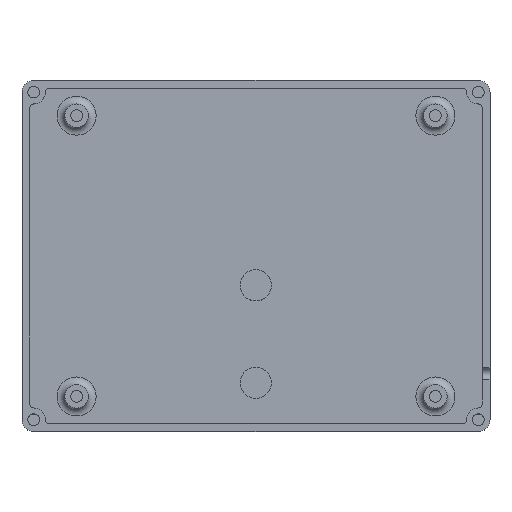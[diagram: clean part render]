
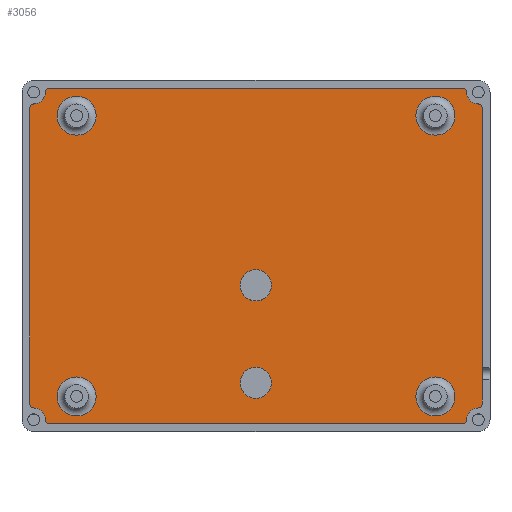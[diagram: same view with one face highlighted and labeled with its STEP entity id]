
A CAD part, top view. The second image highlights one B-rep face of the part: STEP entity #3056.
In plain terms, the highlighted planar face has unit normal (0, 0, 1).
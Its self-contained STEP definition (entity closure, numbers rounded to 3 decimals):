
#20=FACE_BOUND('',#626,.T.);
#21=FACE_BOUND('',#627,.T.);
#22=FACE_BOUND('',#628,.T.);
#23=FACE_BOUND('',#629,.T.);
#24=FACE_BOUND('',#630,.T.);
#25=FACE_BOUND('',#631,.T.);
#171=CIRCLE('',#3288,4.);
#173=CIRCLE('',#3292,4.);
#202=CIRCLE('',#3347,5.);
#204=CIRCLE('',#3350,1.);
#205=CIRCLE('',#3351,1.);
#206=CIRCLE('',#3352,3.);
#207=CIRCLE('',#3353,1.);
#208=CIRCLE('',#3354,1.);
#209=CIRCLE('',#3355,3.);
#210=CIRCLE('',#3356,1.);
#211=CIRCLE('',#3357,1.);
#212=CIRCLE('',#3358,3.);
#213=CIRCLE('',#3359,1.);
#214=CIRCLE('',#3360,1.);
#215=CIRCLE('',#3361,3.);
#216=CIRCLE('',#3362,5.);
#217=CIRCLE('',#3363,5.);
#218=CIRCLE('',#3364,5.);
#461=FACE_OUTER_BOUND('',#625,.T.);
#625=EDGE_LOOP('',(#2430,#2431,#2432,#2433,#2434,#2435,#2436,#2437,#2438,
#2439,#2440,#2441,#2442,#2443,#2444,#2445));
#626=EDGE_LOOP('',(#2446));
#627=EDGE_LOOP('',(#2447));
#628=EDGE_LOOP('',(#2448));
#629=EDGE_LOOP('',(#2449));
#630=EDGE_LOOP('',(#2450));
#631=EDGE_LOOP('',(#2451));
#953=LINE('',#5083,#1211);
#954=LINE('',#5091,#1212);
#955=LINE('',#5099,#1213);
#956=LINE('',#5107,#1214);
#1211=VECTOR('',#4132,10.);
#1212=VECTOR('',#4139,10.);
#1213=VECTOR('',#4146,10.);
#1214=VECTOR('',#4153,10.);
#1422=VERTEX_POINT('',#4908);
#1424=VERTEX_POINT('',#4915);
#1479=VERTEX_POINT('',#5074);
#1480=VERTEX_POINT('',#5079);
#1481=VERTEX_POINT('',#5080);
#1482=VERTEX_POINT('',#5082);
#1483=VERTEX_POINT('',#5084);
#1484=VERTEX_POINT('',#5086);
#1485=VERTEX_POINT('',#5088);
#1486=VERTEX_POINT('',#5090);
#1487=VERTEX_POINT('',#5092);
#1488=VERTEX_POINT('',#5094);
#1489=VERTEX_POINT('',#5096);
#1490=VERTEX_POINT('',#5098);
#1491=VERTEX_POINT('',#5100);
#1492=VERTEX_POINT('',#5102);
#1493=VERTEX_POINT('',#5104);
#1494=VERTEX_POINT('',#5106);
#1495=VERTEX_POINT('',#5108);
#1496=VERTEX_POINT('',#5111);
#1497=VERTEX_POINT('',#5113);
#1498=VERTEX_POINT('',#5115);
#1795=EDGE_CURVE('',#1422,#1422,#171,.T.);
#1798=EDGE_CURVE('',#1424,#1424,#173,.T.);
#1876=EDGE_CURVE('',#1479,#1479,#202,.T.);
#1878=EDGE_CURVE('',#1480,#1481,#204,.T.);
#1879=EDGE_CURVE('',#1481,#1482,#953,.T.);
#1880=EDGE_CURVE('',#1482,#1483,#205,.T.);
#1881=EDGE_CURVE('',#1483,#1484,#206,.T.);
#1882=EDGE_CURVE('',#1484,#1485,#207,.T.);
#1883=EDGE_CURVE('',#1485,#1486,#954,.T.);
#1884=EDGE_CURVE('',#1486,#1487,#208,.T.);
#1885=EDGE_CURVE('',#1487,#1488,#209,.T.);
#1886=EDGE_CURVE('',#1488,#1489,#210,.T.);
#1887=EDGE_CURVE('',#1489,#1490,#955,.T.);
#1888=EDGE_CURVE('',#1490,#1491,#211,.T.);
#1889=EDGE_CURVE('',#1491,#1492,#212,.T.);
#1890=EDGE_CURVE('',#1492,#1493,#213,.T.);
#1891=EDGE_CURVE('',#1493,#1494,#956,.T.);
#1892=EDGE_CURVE('',#1494,#1495,#214,.T.);
#1893=EDGE_CURVE('',#1495,#1480,#215,.T.);
#1894=EDGE_CURVE('',#1496,#1496,#216,.T.);
#1895=EDGE_CURVE('',#1497,#1497,#217,.T.);
#1896=EDGE_CURVE('',#1498,#1498,#218,.T.);
#2430=ORIENTED_EDGE('',*,*,#1878,.T.);
#2431=ORIENTED_EDGE('',*,*,#1879,.T.);
#2432=ORIENTED_EDGE('',*,*,#1880,.T.);
#2433=ORIENTED_EDGE('',*,*,#1881,.T.);
#2434=ORIENTED_EDGE('',*,*,#1882,.T.);
#2435=ORIENTED_EDGE('',*,*,#1883,.T.);
#2436=ORIENTED_EDGE('',*,*,#1884,.T.);
#2437=ORIENTED_EDGE('',*,*,#1885,.T.);
#2438=ORIENTED_EDGE('',*,*,#1886,.T.);
#2439=ORIENTED_EDGE('',*,*,#1887,.T.);
#2440=ORIENTED_EDGE('',*,*,#1888,.T.);
#2441=ORIENTED_EDGE('',*,*,#1889,.T.);
#2442=ORIENTED_EDGE('',*,*,#1890,.T.);
#2443=ORIENTED_EDGE('',*,*,#1891,.T.);
#2444=ORIENTED_EDGE('',*,*,#1892,.T.);
#2445=ORIENTED_EDGE('',*,*,#1893,.T.);
#2446=ORIENTED_EDGE('',*,*,#1795,.T.);
#2447=ORIENTED_EDGE('',*,*,#1798,.T.);
#2448=ORIENTED_EDGE('',*,*,#1894,.F.);
#2449=ORIENTED_EDGE('',*,*,#1895,.F.);
#2450=ORIENTED_EDGE('',*,*,#1896,.F.);
#2451=ORIENTED_EDGE('',*,*,#1876,.F.);
#2924=PLANE('',#3349);
#3056=ADVANCED_FACE('',(#461,#20,#21,#22,#23,#24,#25),#2924,.T.);
#3288=AXIS2_PLACEMENT_3D('',#4910,#3956,#3957);
#3292=AXIS2_PLACEMENT_3D('',#4917,#3965,#3966);
#3347=AXIS2_PLACEMENT_3D('',#5076,#4124,#4125);
#3349=AXIS2_PLACEMENT_3D('',#5078,#4128,#4129);
#3350=AXIS2_PLACEMENT_3D('',#5081,#4130,#4131);
#3351=AXIS2_PLACEMENT_3D('',#5085,#4133,#4134);
#3352=AXIS2_PLACEMENT_3D('',#5087,#4135,#4136);
#3353=AXIS2_PLACEMENT_3D('',#5089,#4137,#4138);
#3354=AXIS2_PLACEMENT_3D('',#5093,#4140,#4141);
#3355=AXIS2_PLACEMENT_3D('',#5095,#4142,#4143);
#3356=AXIS2_PLACEMENT_3D('',#5097,#4144,#4145);
#3357=AXIS2_PLACEMENT_3D('',#5101,#4147,#4148);
#3358=AXIS2_PLACEMENT_3D('',#5103,#4149,#4150);
#3359=AXIS2_PLACEMENT_3D('',#5105,#4151,#4152);
#3360=AXIS2_PLACEMENT_3D('',#5109,#4154,#4155);
#3361=AXIS2_PLACEMENT_3D('',#5110,#4156,#4157);
#3362=AXIS2_PLACEMENT_3D('',#5112,#4158,#4159);
#3363=AXIS2_PLACEMENT_3D('',#5114,#4160,#4161);
#3364=AXIS2_PLACEMENT_3D('',#5116,#4162,#4163);
#3956=DIRECTION('center_axis',(0.,0.,-1.));
#3957=DIRECTION('ref_axis',(1.,0.,0.));
#3965=DIRECTION('center_axis',(0.,0.,-1.));
#3966=DIRECTION('ref_axis',(1.,0.,0.));
#4124=DIRECTION('center_axis',(0.,0.,1.));
#4125=DIRECTION('ref_axis',(1.,0.,0.));
#4128=DIRECTION('center_axis',(0.,0.,1.));
#4129=DIRECTION('ref_axis',(1.,0.,0.));
#4130=DIRECTION('center_axis',(0.,0.,1.));
#4131=DIRECTION('ref_axis',(-0.707,0.707,0.));
#4132=DIRECTION('',(0.,-1.,0.));
#4133=DIRECTION('center_axis',(0.,0.,1.));
#4134=DIRECTION('ref_axis',(-0.707,-0.707,0.));
#4135=DIRECTION('center_axis',(0.,0.,-1.));
#4136=DIRECTION('ref_axis',(0.943,-0.333,0.));
#4137=DIRECTION('center_axis',(0.,0.,1.));
#4138=DIRECTION('ref_axis',(-0.707,-0.707,0.));
#4139=DIRECTION('',(1.,0.,0.));
#4140=DIRECTION('center_axis',(0.,0.,1.));
#4141=DIRECTION('ref_axis',(0.707,-0.707,0.));
#4142=DIRECTION('center_axis',(0.,0.,-1.));
#4143=DIRECTION('ref_axis',(0.333,0.943,0.));
#4144=DIRECTION('center_axis',(0.,0.,1.));
#4145=DIRECTION('ref_axis',(0.707,-0.707,0.));
#4146=DIRECTION('',(0.,1.,0.));
#4147=DIRECTION('center_axis',(0.,0.,1.));
#4148=DIRECTION('ref_axis',(0.707,0.707,0.));
#4149=DIRECTION('center_axis',(0.,0.,-1.));
#4150=DIRECTION('ref_axis',(-0.943,0.333,0.));
#4151=DIRECTION('center_axis',(0.,0.,1.));
#4152=DIRECTION('ref_axis',(0.707,0.707,0.));
#4153=DIRECTION('',(-1.,0.,0.));
#4154=DIRECTION('center_axis',(0.,0.,1.));
#4155=DIRECTION('ref_axis',(-0.707,0.707,0.));
#4156=DIRECTION('center_axis',(0.,0.,-1.));
#4157=DIRECTION('ref_axis',(-0.333,-0.943,0.));
#4158=DIRECTION('center_axis',(0.,0.,1.));
#4159=DIRECTION('ref_axis',(1.,0.,0.));
#4160=DIRECTION('center_axis',(0.,0.,1.));
#4161=DIRECTION('ref_axis',(1.,0.,0.));
#4162=DIRECTION('center_axis',(0.,0.,1.));
#4163=DIRECTION('ref_axis',(1.,0.,0.));
#4908=CARTESIAN_POINT('',(65.943,22.5,2.));
#4910=CARTESIAN_POINT('Origin',(69.943,22.5,2.));
#4915=CARTESIAN_POINT('',(65.943,47.5,2.));
#4917=CARTESIAN_POINT('Origin',(69.943,47.5,2.));
#5074=CARTESIAN_POINT('',(121.,91.,2.));
#5076=CARTESIAN_POINT('Origin',(116.,91.,2.));
#5078=CARTESIAN_POINT('Origin',(70.,55.,2.));
#5079=CARTESIAN_POINT('',(13.,94.,2.));
#5080=CARTESIAN_POINT('',(12.,93.,2.));
#5081=CARTESIAN_POINT('Origin',(13.,93.,2.));
#5082=CARTESIAN_POINT('',(12.,17.,2.));
#5083=CARTESIAN_POINT('',(12.,35.414,2.));
#5084=CARTESIAN_POINT('',(13.,16.,2.));
#5085=CARTESIAN_POINT('Origin',(13.,17.,2.));
#5086=CARTESIAN_POINT('',(16.,13.,2.));
#5087=CARTESIAN_POINT('Origin',(13.,13.,2.));
#5088=CARTESIAN_POINT('',(17.,12.,2.));
#5089=CARTESIAN_POINT('Origin',(17.,13.,2.));
#5090=CARTESIAN_POINT('',(123.,12.,2.));
#5091=CARTESIAN_POINT('',(97.086,12.,2.));
#5092=CARTESIAN_POINT('',(124.,13.,2.));
#5093=CARTESIAN_POINT('Origin',(123.,13.,2.));
#5094=CARTESIAN_POINT('',(127.,16.,2.));
#5095=CARTESIAN_POINT('Origin',(127.,13.,2.));
#5096=CARTESIAN_POINT('',(128.,17.,2.));
#5097=CARTESIAN_POINT('Origin',(127.,17.,2.));
#5098=CARTESIAN_POINT('',(128.,93.,2.));
#5099=CARTESIAN_POINT('',(128.,74.586,2.));
#5100=CARTESIAN_POINT('',(127.,94.,2.));
#5101=CARTESIAN_POINT('Origin',(127.,93.,2.));
#5102=CARTESIAN_POINT('',(124.,97.,2.));
#5103=CARTESIAN_POINT('Origin',(127.,97.,2.));
#5104=CARTESIAN_POINT('',(123.,98.,2.));
#5105=CARTESIAN_POINT('Origin',(123.,97.,2.));
#5106=CARTESIAN_POINT('',(17.,98.,2.));
#5107=CARTESIAN_POINT('',(42.914,98.,2.));
#5108=CARTESIAN_POINT('',(16.,97.,2.));
#5109=CARTESIAN_POINT('Origin',(17.,97.,2.));
#5110=CARTESIAN_POINT('Origin',(13.,97.,2.));
#5111=CARTESIAN_POINT('',(121.,19.,2.));
#5112=CARTESIAN_POINT('Origin',(116.,19.,2.));
#5113=CARTESIAN_POINT('',(29.,19.,2.));
#5114=CARTESIAN_POINT('Origin',(24.,19.,2.));
#5115=CARTESIAN_POINT('',(29.,91.,2.));
#5116=CARTESIAN_POINT('Origin',(24.,91.,2.));
